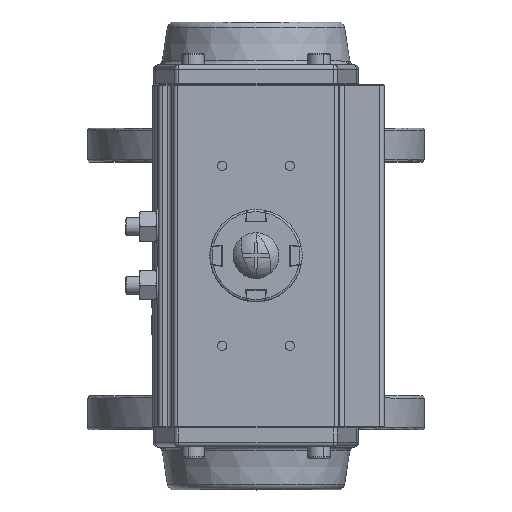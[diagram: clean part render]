
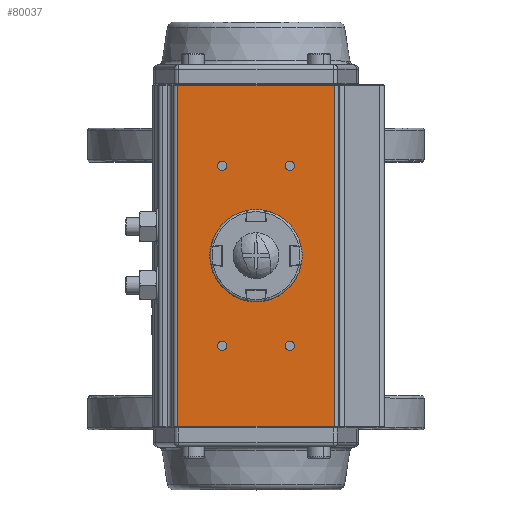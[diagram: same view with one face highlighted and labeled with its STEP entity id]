
A CAD part, top view. The second image highlights one B-rep face of the part: STEP entity #80037.
In plain terms, the highlighted planar face has unit normal (0, 0, 1).
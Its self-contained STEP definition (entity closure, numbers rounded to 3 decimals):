
#79898=CARTESIAN_POINT('',(-34.843,-76.,185.));
#79899=DIRECTION('',(0.,0.,-1.));
#79900=DIRECTION('',(1.,-0.,0.));
#79901=AXIS2_PLACEMENT_3D('',#79898,#79899,#79900);
#79902=PLANE('',#79901);
#79903=CARTESIAN_POINT('',(-15.,37.9,185.));
#79904=VERTEX_POINT('',#79903);
#79905=CARTESIAN_POINT('',(-15.,42.1,185.));
#79906=VERTEX_POINT('',#79905);
#79907=CARTESIAN_POINT('',(-15.,40.,185.));
#79908=DIRECTION('',(-0.,-0.,1.));
#79909=DIRECTION('',(-0.,-1.,-0.));
#79910=AXIS2_PLACEMENT_3D('',#79907,#79908,#79909);
#79911=CIRCLE('',#79910,2.1);
#79912=EDGE_CURVE('NONE',#79904,#79906,#79911,.T.);
#79913=ORIENTED_EDGE('',*,*,#79912,.F.);
#79914=CARTESIAN_POINT('',(-15.,40.,185.));
#79915=DIRECTION('',(-0.,-0.,1.));
#79916=DIRECTION('',(-0.,-1.,-0.));
#79917=AXIS2_PLACEMENT_3D('',#79914,#79915,#79916);
#79918=CIRCLE('',#79917,2.1);
#79919=EDGE_CURVE('NONE',#79906,#79904,#79918,.T.);
#79920=ORIENTED_EDGE('',*,*,#79919,.F.);
#79921=EDGE_LOOP('',(#79913,#79920));
#79922=FACE_BOUND('',#79921,.T.);
#79923=CARTESIAN_POINT('',(15.,37.9,185.));
#79924=VERTEX_POINT('',#79923);
#79925=CARTESIAN_POINT('',(15.,42.1,185.));
#79926=VERTEX_POINT('',#79925);
#79927=CARTESIAN_POINT('',(15.,40.,185.));
#79928=DIRECTION('',(-0.,-0.,1.));
#79929=DIRECTION('',(-0.,-1.,-0.));
#79930=AXIS2_PLACEMENT_3D('',#79927,#79928,#79929);
#79931=CIRCLE('',#79930,2.1);
#79932=EDGE_CURVE('NONE',#79924,#79926,#79931,.T.);
#79933=ORIENTED_EDGE('',*,*,#79932,.F.);
#79934=CARTESIAN_POINT('',(15.,40.,185.));
#79935=DIRECTION('',(-0.,-0.,1.));
#79936=DIRECTION('',(-0.,-1.,-0.));
#79937=AXIS2_PLACEMENT_3D('',#79934,#79935,#79936);
#79938=CIRCLE('',#79937,2.1);
#79939=EDGE_CURVE('NONE',#79926,#79924,#79938,.T.);
#79940=ORIENTED_EDGE('',*,*,#79939,.F.);
#79941=EDGE_LOOP('',(#79933,#79940));
#79942=FACE_BOUND('',#79941,.T.);
#79943=CARTESIAN_POINT('',(15.,-42.1,185.));
#79944=VERTEX_POINT('',#79943);
#79945=CARTESIAN_POINT('',(15.,-37.9,185.));
#79946=VERTEX_POINT('',#79945);
#79947=CARTESIAN_POINT('',(15.,-40.,185.));
#79948=DIRECTION('',(-0.,-0.,1.));
#79949=DIRECTION('',(-0.,-1.,-0.));
#79950=AXIS2_PLACEMENT_3D('',#79947,#79948,#79949);
#79951=CIRCLE('',#79950,2.1);
#79952=EDGE_CURVE('NONE',#79944,#79946,#79951,.T.);
#79953=ORIENTED_EDGE('',*,*,#79952,.F.);
#79954=CARTESIAN_POINT('',(15.,-40.,185.));
#79955=DIRECTION('',(-0.,-0.,1.));
#79956=DIRECTION('',(-0.,-1.,-0.));
#79957=AXIS2_PLACEMENT_3D('',#79954,#79955,#79956);
#79958=CIRCLE('',#79957,2.1);
#79959=EDGE_CURVE('NONE',#79946,#79944,#79958,.T.);
#79960=ORIENTED_EDGE('',*,*,#79959,.F.);
#79961=EDGE_LOOP('',(#79953,#79960));
#79962=FACE_BOUND('',#79961,.T.);
#79963=CARTESIAN_POINT('',(-15.,-42.1,185.));
#79964=VERTEX_POINT('',#79963);
#79965=CARTESIAN_POINT('',(-15.,-37.9,185.));
#79966=VERTEX_POINT('',#79965);
#79967=CARTESIAN_POINT('',(-15.,-40.,185.));
#79968=DIRECTION('',(-0.,-0.,1.));
#79969=DIRECTION('',(-0.,-1.,-0.));
#79970=AXIS2_PLACEMENT_3D('',#79967,#79968,#79969);
#79971=CIRCLE('',#79970,2.1);
#79972=EDGE_CURVE('NONE',#79964,#79966,#79971,.T.);
#79973=ORIENTED_EDGE('',*,*,#79972,.F.);
#79974=CARTESIAN_POINT('',(-15.,-40.,185.));
#79975=DIRECTION('',(-0.,-0.,1.));
#79976=DIRECTION('',(-0.,-1.,-0.));
#79977=AXIS2_PLACEMENT_3D('',#79974,#79975,#79976);
#79978=CIRCLE('',#79977,2.1);
#79979=EDGE_CURVE('NONE',#79966,#79964,#79978,.T.);
#79980=ORIENTED_EDGE('',*,*,#79979,.F.);
#79981=EDGE_LOOP('',(#79973,#79980));
#79982=FACE_BOUND('',#79981,.T.);
#79983=CARTESIAN_POINT('',(34.843,-75.845,185.));
#79984=VERTEX_POINT('',#79983);
#79985=CARTESIAN_POINT('',(34.843,75.845,185.));
#79986=VERTEX_POINT('',#79985);
#79987=CARTESIAN_POINT('',(34.843,-75.845,185.));
#79988=DIRECTION('',(0.,1.,0.));
#79989=VECTOR('',#79988,151.689);
#79990=LINE('',#79987,#79989);
#79991=EDGE_CURVE('',#79984,#79986,#79990,.T.);
#79992=ORIENTED_EDGE('',*,*,#79991,.T.);
#79993=CARTESIAN_POINT('',(-34.843,75.845,185.));
#79994=VERTEX_POINT('',#79993);
#79995=CARTESIAN_POINT('',(34.843,75.845,185.));
#79996=DIRECTION('',(-1.,0.,-0.));
#79997=VECTOR('',#79996,69.686);
#79998=LINE('',#79995,#79997);
#79999=EDGE_CURVE('',#79986,#79994,#79998,.T.);
#80000=ORIENTED_EDGE('',*,*,#79999,.T.);
#80001=CARTESIAN_POINT('',(-34.843,-75.845,185.));
#80002=VERTEX_POINT('',#80001);
#80003=CARTESIAN_POINT('',(-34.843,-75.845,185.));
#80004=DIRECTION('',(0.,1.,0.));
#80005=VECTOR('',#80004,151.689);
#80006=LINE('',#80003,#80005);
#80007=EDGE_CURVE('',#80002,#79994,#80006,.T.);
#80008=ORIENTED_EDGE('',*,*,#80007,.F.);
#80009=CARTESIAN_POINT('',(-34.843,-75.845,185.));
#80010=DIRECTION('',(1.,-0.,0.));
#80011=VECTOR('',#80010,69.686);
#80012=LINE('',#80009,#80011);
#80013=EDGE_CURVE('',#80002,#79984,#80012,.T.);
#80014=ORIENTED_EDGE('',*,*,#80013,.T.);
#80015=EDGE_LOOP('',(#79992,#80000,#80008,#80014));
#80016=FACE_BOUND('',#80015,.T.);
#80017=CARTESIAN_POINT('',(0.,9.,185.));
#80018=VERTEX_POINT('',#80017);
#80019=CARTESIAN_POINT('',(0.,-9.,185.));
#80020=VERTEX_POINT('',#80019);
#80021=CARTESIAN_POINT('',(0.,-0.,185.));
#80022=DIRECTION('',(0.,0.,-1.));
#80023=DIRECTION('',(-0.,-1.,-0.));
#80024=AXIS2_PLACEMENT_3D('',#80021,#80022,#80023);
#80025=CIRCLE('',#80024,9.);
#80026=EDGE_CURVE('',#80018,#80020,#80025,.T.);
#80027=ORIENTED_EDGE('',*,*,#80026,.T.);
#80028=CARTESIAN_POINT('',(0.,-0.,185.));
#80029=DIRECTION('',(0.,0.,-1.));
#80030=DIRECTION('',(-0.,-1.,-0.));
#80031=AXIS2_PLACEMENT_3D('',#80028,#80029,#80030);
#80032=CIRCLE('',#80031,9.);
#80033=EDGE_CURVE('',#80020,#80018,#80032,.T.);
#80034=ORIENTED_EDGE('',*,*,#80033,.T.);
#80035=EDGE_LOOP('',(#80027,#80034));
#80036=FACE_BOUND('',#80035,.T.);
#80037=ADVANCED_FACE('',(#79922,#79942,#79962,#79982,#80016,#80036),#79902,.F.);
